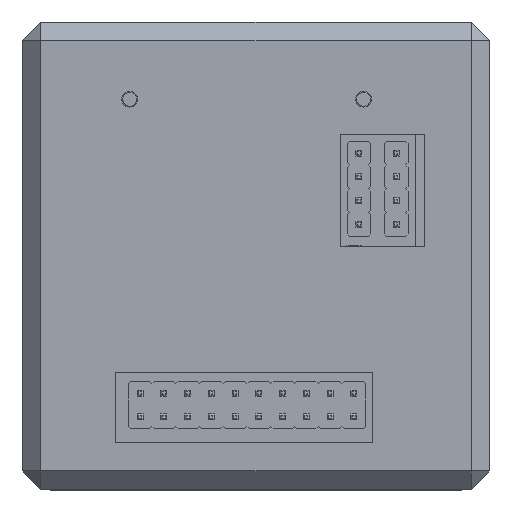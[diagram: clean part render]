
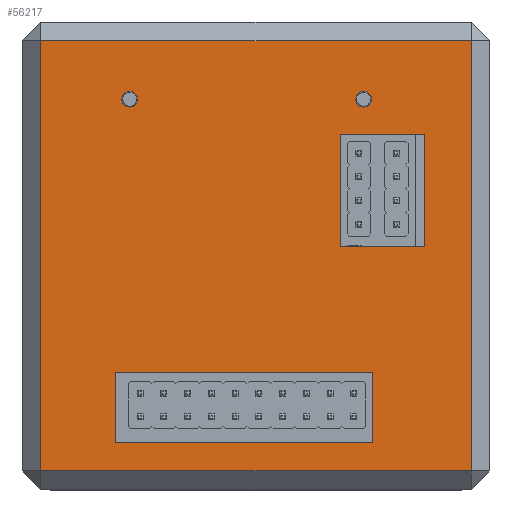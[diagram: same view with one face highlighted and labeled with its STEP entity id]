
A CAD part, top view. The second image highlights one B-rep face of the part: STEP entity #56217.
In plain terms, the highlighted planar face has unit normal (0, 0, 1).
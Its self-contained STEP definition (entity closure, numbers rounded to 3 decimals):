
#468=FACE_BOUND('',#8732,.T.);
#469=FACE_BOUND('',#8733,.T.);
#470=FACE_BOUND('',#8734,.T.);
#471=FACE_BOUND('',#8735,.T.);
#2584=PLANE('',#60693);
#5582=FACE_OUTER_BOUND('',#8731,.T.);
#8731=EDGE_LOOP('',(#48953,#48954,#48955,#48956));
#8732=EDGE_LOOP('',(#48957));
#8733=EDGE_LOOP('',(#48958));
#8734=EDGE_LOOP('',(#48959,#48960,#48961,#48962));
#8735=EDGE_LOOP('',(#48963,#48964,#48965,#48966));
#10228=CIRCLE('',#60694,0.85);
#10229=CIRCLE('',#60695,0.85);
#15852=LINE('',#90017,#22209);
#15863=LINE('',#90040,#22220);
#15865=LINE('',#90043,#22222);
#15873=LINE('',#90058,#22230);
#15911=LINE('',#90139,#22268);
#15912=LINE('',#90141,#22269);
#15913=LINE('',#90143,#22270);
#15914=LINE('',#90144,#22271);
#15915=LINE('',#90147,#22272);
#15916=LINE('',#90149,#22273);
#15917=LINE('',#90151,#22274);
#15918=LINE('',#90152,#22275);
#22209=VECTOR('',#74496,10.);
#22220=VECTOR('',#74515,10.);
#22222=VECTOR('',#74519,10.);
#22230=VECTOR('',#74533,10.);
#22268=VECTOR('',#74587,10.);
#22269=VECTOR('',#74588,10.);
#22270=VECTOR('',#74589,10.);
#22271=VECTOR('',#74590,10.);
#22272=VECTOR('',#74591,10.);
#22273=VECTOR('',#74592,10.);
#22274=VECTOR('',#74593,10.);
#22275=VECTOR('',#74594,10.);
#27238=VERTEX_POINT('',#90003);
#27241=VERTEX_POINT('',#90010);
#27246=VERTEX_POINT('',#90026);
#27251=VERTEX_POINT('',#90036);
#27287=VERTEX_POINT('',#90133);
#27288=VERTEX_POINT('',#90135);
#27289=VERTEX_POINT('',#90137);
#27290=VERTEX_POINT('',#90138);
#27291=VERTEX_POINT('',#90140);
#27292=VERTEX_POINT('',#90142);
#27293=VERTEX_POINT('',#90145);
#27294=VERTEX_POINT('',#90146);
#27295=VERTEX_POINT('',#90148);
#27296=VERTEX_POINT('',#90150);
#34474=EDGE_CURVE('',#27241,#27238,#15852,.T.);
#34485=EDGE_CURVE('',#27246,#27251,#15863,.T.);
#34487=EDGE_CURVE('',#27251,#27241,#15865,.T.);
#34495=EDGE_CURVE('',#27238,#27246,#15873,.T.);
#34533=EDGE_CURVE('',#27287,#27287,#10228,.T.);
#34534=EDGE_CURVE('',#27288,#27288,#10229,.T.);
#34535=EDGE_CURVE('',#27289,#27290,#15911,.T.);
#34536=EDGE_CURVE('',#27291,#27289,#15912,.T.);
#34537=EDGE_CURVE('',#27292,#27291,#15913,.T.);
#34538=EDGE_CURVE('',#27292,#27290,#15914,.T.);
#34539=EDGE_CURVE('',#27293,#27294,#15915,.T.);
#34540=EDGE_CURVE('',#27294,#27295,#15916,.T.);
#34541=EDGE_CURVE('',#27295,#27296,#15917,.T.);
#34542=EDGE_CURVE('',#27296,#27293,#15918,.T.);
#48953=ORIENTED_EDGE('',*,*,#34485,.F.);
#48954=ORIENTED_EDGE('',*,*,#34495,.F.);
#48955=ORIENTED_EDGE('',*,*,#34474,.F.);
#48956=ORIENTED_EDGE('',*,*,#34487,.F.);
#48957=ORIENTED_EDGE('',*,*,#34533,.T.);
#48958=ORIENTED_EDGE('',*,*,#34534,.T.);
#48959=ORIENTED_EDGE('',*,*,#34535,.F.);
#48960=ORIENTED_EDGE('',*,*,#34536,.F.);
#48961=ORIENTED_EDGE('',*,*,#34537,.F.);
#48962=ORIENTED_EDGE('',*,*,#34538,.T.);
#48963=ORIENTED_EDGE('',*,*,#34539,.T.);
#48964=ORIENTED_EDGE('',*,*,#34540,.T.);
#48965=ORIENTED_EDGE('',*,*,#34541,.T.);
#48966=ORIENTED_EDGE('',*,*,#34542,.T.);
#56217=ADVANCED_FACE('',(#5582,#468,#469,#470,#471),#2584,.T.);
#60693=AXIS2_PLACEMENT_3D('',#90132,#74581,#74582);
#60694=AXIS2_PLACEMENT_3D('',#90134,#74583,#74584);
#60695=AXIS2_PLACEMENT_3D('',#90136,#74585,#74586);
#74496=DIRECTION('',(0.,1.,0.));
#74515=DIRECTION('',(0.,-1.,0.));
#74519=DIRECTION('',(-1.,0.,0.));
#74533=DIRECTION('',(1.,0.,0.));
#74581=DIRECTION('center_axis',(0.,0.,1.));
#74582=DIRECTION('ref_axis',(1.,0.,0.));
#74583=DIRECTION('center_axis',(0.,0.,-1.));
#74584=DIRECTION('ref_axis',(-1.,0.,0.));
#74585=DIRECTION('center_axis',(0.,0.,-1.));
#74586=DIRECTION('ref_axis',(-1.,0.,0.));
#74587=DIRECTION('',(1.,0.,0.));
#74588=DIRECTION('',(0.,-1.,0.));
#74589=DIRECTION('',(-1.,0.,0.));
#74590=DIRECTION('',(0.,-1.,0.));
#74591=DIRECTION('',(-1.,0.,0.));
#74592=DIRECTION('',(0.,1.,0.));
#74593=DIRECTION('',(1.,0.,0.));
#74594=DIRECTION('',(0.,-1.,0.));
#90003=CARTESIAN_POINT('',(-23.,23.,24.));
#90010=CARTESIAN_POINT('',(-23.,-23.,24.));
#90017=CARTESIAN_POINT('',(-23.,-11.,24.));
#90026=CARTESIAN_POINT('',(23.,23.,24.));
#90036=CARTESIAN_POINT('',(23.,-23.,24.));
#90040=CARTESIAN_POINT('',(23.,12.5,24.));
#90043=CARTESIAN_POINT('',(12.5,-23.,24.));
#90058=CARTESIAN_POINT('',(-12.5,23.,24.));
#90132=CARTESIAN_POINT('Origin',(0.,0.,24.));
#90133=CARTESIAN_POINT('',(12.35,16.75,24.));
#90134=CARTESIAN_POINT('Origin',(11.5,16.75,24.));
#90135=CARTESIAN_POINT('',(-12.65,16.75,24.));
#90136=CARTESIAN_POINT('Origin',(-13.5,16.75,24.));
#90137=CARTESIAN_POINT('',(9.,1.,24.));
#90138=CARTESIAN_POINT('',(18.,1.,24.));
#90139=CARTESIAN_POINT('',(9.,1.,24.));
#90140=CARTESIAN_POINT('',(9.,13.,24.));
#90141=CARTESIAN_POINT('',(9.,0.,24.));
#90142=CARTESIAN_POINT('',(18.,13.,24.));
#90143=CARTESIAN_POINT('',(4.,13.,24.));
#90144=CARTESIAN_POINT('',(18.,7.5,24.));
#90145=CARTESIAN_POINT('',(12.5,-20.,24.));
#90146=CARTESIAN_POINT('',(-15.,-20.,24.));
#90147=CARTESIAN_POINT('',(6.25,-20.,24.));
#90148=CARTESIAN_POINT('',(-15.,-12.5,24.));
#90149=CARTESIAN_POINT('',(-15.,-10.,24.));
#90150=CARTESIAN_POINT('',(12.5,-12.5,24.));
#90151=CARTESIAN_POINT('',(-7.5,-12.5,24.));
#90152=CARTESIAN_POINT('',(12.5,-6.25,24.));
